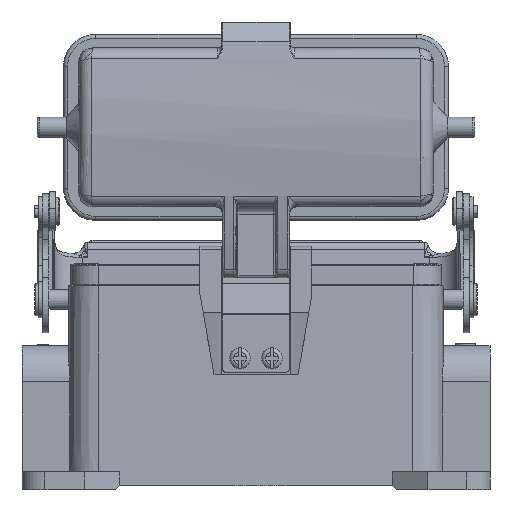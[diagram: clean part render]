
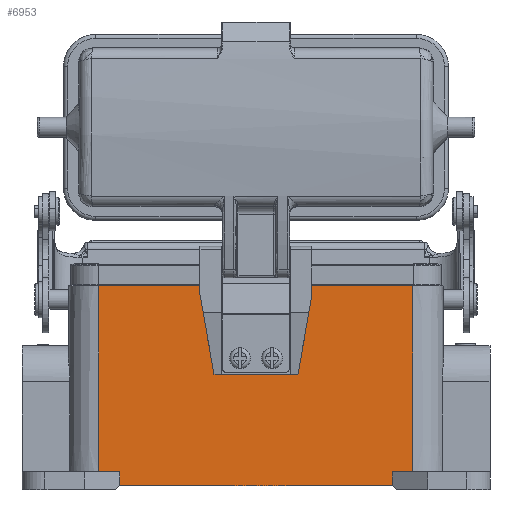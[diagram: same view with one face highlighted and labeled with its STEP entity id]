
A CAD part, front view. The second image highlights one B-rep face of the part: STEP entity #6953.
In plain terms, the highlighted planar face has unit normal (0, -1, 0.009).
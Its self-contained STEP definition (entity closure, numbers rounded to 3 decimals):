
#3972=FACE_BOUND('',#11747,.T.);
#3973=FACE_BOUND('',#11748,.T.);
#3974=FACE_BOUND('',#11749,.T.);
#3975=FACE_BOUND('',#11750,.T.);
#5048=CIRCLE('',#38514,1.5);
#5049=CIRCLE('',#38515,1.5);
#5050=CIRCLE('',#38516,1.5);
#6953=ADVANCED_FACE('',(#3972,#3973,#3974,#3975),#7823,.T.);
#7823=PLANE('',#38517);
#11747=EDGE_LOOP('',(#21763));
#11748=EDGE_LOOP('',(#21764));
#11749=EDGE_LOOP('',(#21765));
#11750=EDGE_LOOP('',(#21766,#21767,#21768,#21769,#21770,#21771,#21772,#21773,
#21774,#21775,#21776,#21777));
#21763=ORIENTED_EDGE('',*,*,#30687,.F.);
#21764=ORIENTED_EDGE('',*,*,#30688,.F.);
#21765=ORIENTED_EDGE('',*,*,#30689,.F.);
#21766=ORIENTED_EDGE('',*,*,#30684,.T.);
#21767=ORIENTED_EDGE('',*,*,#30668,.T.);
#21768=ORIENTED_EDGE('',*,*,#30486,.F.);
#21769=ORIENTED_EDGE('',*,*,#30478,.T.);
#21770=ORIENTED_EDGE('',*,*,#30471,.F.);
#21771=ORIENTED_EDGE('',*,*,#30690,.T.);
#21772=ORIENTED_EDGE('',*,*,#30433,.F.);
#21773=ORIENTED_EDGE('',*,*,#30421,.T.);
#21774=ORIENTED_EDGE('',*,*,#30412,.T.);
#21775=ORIENTED_EDGE('',*,*,#30396,.T.);
#21776=ORIENTED_EDGE('',*,*,#30395,.F.);
#21777=ORIENTED_EDGE('',*,*,#30686,.F.);
#25355=VERTEX_POINT('',#79293);
#25356=VERTEX_POINT('',#79295);
#25357=VERTEX_POINT('',#79299);
#25370=VERTEX_POINT('',#79342);
#25376=VERTEX_POINT('',#79365);
#25386=VERTEX_POINT('',#79400);
#25407=VERTEX_POINT('',#79469);
#25409=VERTEX_POINT('',#79473);
#25414=VERTEX_POINT('',#79489);
#25421=VERTEX_POINT('',#79505);
#25541=VERTEX_POINT('',#80002);
#25550=VERTEX_POINT('',#80034);
#25551=VERTEX_POINT('',#80040);
#25552=VERTEX_POINT('',#80042);
#25553=VERTEX_POINT('',#80044);
#30395=EDGE_CURVE('',#25356,#25355,#32994,.T.);
#30396=EDGE_CURVE('',#25357,#25355,#32995,.T.);
#30412=EDGE_CURVE('',#25370,#25357,#33007,.T.);
#30421=EDGE_CURVE('',#25376,#25370,#33012,.T.);
#30433=EDGE_CURVE('',#25376,#25386,#33019,.T.);
#30471=EDGE_CURVE('',#25409,#25407,#33048,.T.);
#30478=EDGE_CURVE('',#25414,#25407,#33051,.T.);
#30486=EDGE_CURVE('',#25414,#25421,#33058,.T.);
#30668=EDGE_CURVE('',#25541,#25421,#33192,.T.);
#30684=EDGE_CURVE('',#25550,#25541,#33205,.T.);
#30686=EDGE_CURVE('',#25550,#25356,#33207,.T.);
#30687=EDGE_CURVE('',#25551,#25551,#5048,.T.);
#30688=EDGE_CURVE('',#25552,#25552,#5049,.T.);
#30689=EDGE_CURVE('',#25553,#25553,#5050,.T.);
#30690=EDGE_CURVE('',#25409,#25386,#33208,.T.);
#32994=LINE('',#79296,#35405);
#32995=LINE('',#79298,#35406);
#33007=LINE('',#79341,#35418);
#33012=LINE('',#79364,#35423);
#33019=LINE('',#79399,#35430);
#33048=LINE('',#79474,#35459);
#33051=LINE('',#79488,#35462);
#33058=LINE('',#79504,#35469);
#33192=LINE('',#80001,#35603);
#33205=LINE('',#80033,#35616);
#33207=LINE('',#80037,#35618);
#33208=LINE('',#80045,#35619);
#35405=VECTOR('',#46097,1.);
#35406=VECTOR('',#46100,1.);
#35418=VECTOR('',#46124,1.);
#35423=VECTOR('',#46137,1.);
#35430=VECTOR('',#46156,1.);
#35459=VECTOR('',#46229,1.);
#35462=VECTOR('',#46246,1.);
#35469=VECTOR('',#46257,1.);
#35603=VECTOR('',#46541,1.);
#35616=VECTOR('',#46574,1.);
#35618=VECTOR('',#46578,1.);
#35619=VECTOR('',#46587,1.);
#38514=AXIS2_PLACEMENT_3D('',#80039,#46581,#46582);
#38515=AXIS2_PLACEMENT_3D('',#80041,#46583,#46584);
#38516=AXIS2_PLACEMENT_3D('',#80043,#46585,#46586);
#38517=AXIS2_PLACEMENT_3D('',#80046,#46588,#46589);
#46097=DIRECTION('',(1.,0.,0.));
#46100=DIRECTION('',(0.,-0.009,-1.));
#46124=DIRECTION('',(-1.,0.,0.));
#46137=DIRECTION('',(0.,0.009,1.));
#46156=DIRECTION('',(-1.,0.,0.));
#46229=DIRECTION('',(-1.,0.,0.));
#46246=DIRECTION('',(0.,-0.009,-1.));
#46257=DIRECTION('',(-1.,0.,0.));
#46541=DIRECTION('',(0.,-0.009,-1.));
#46574=DIRECTION('',(-1.,0.,0.));
#46578=DIRECTION('',(0.,-0.009,-1.));
#46581=DIRECTION('',(0.,-1.,0.009));
#46582=DIRECTION('',(1.,0.,0.));
#46583=DIRECTION('',(0.,-1.,0.009));
#46584=DIRECTION('',(1.,0.,0.));
#46585=DIRECTION('',(0.,-1.,0.009));
#46586=DIRECTION('',(1.,0.,0.));
#46587=DIRECTION('',(0.,0.009,1.));
#46588=DIRECTION('',(0.,-1.,0.009));
#46589=DIRECTION('',(-1.,0.,0.));
#79293=CARTESIAN_POINT('',(1.6,-21.526,21.5));
#79295=CARTESIAN_POINT('',(-1.6,-21.526,21.5));
#79296=CARTESIAN_POINT('',(-1.6,-21.526,21.5));
#79298=CARTESIAN_POINT('',(1.6,-21.5,24.5));
#79299=CARTESIAN_POINT('',(1.6,-21.5,24.5));
#79341=CARTESIAN_POINT('',(39.25,-21.5,24.5));
#79342=CARTESIAN_POINT('',(39.25,-21.5,24.5));
#79364=CARTESIAN_POINT('',(39.25,-21.906,-22.));
#79365=CARTESIAN_POINT('',(39.25,-21.906,-22.));
#79399=CARTESIAN_POINT('',(39.25,-21.906,-22.));
#79400=CARTESIAN_POINT('',(34.,-21.906,-22.));
#79469=CARTESIAN_POINT('',(-34.,-21.936,-25.5));
#79473=CARTESIAN_POINT('',(34.,-21.936,-25.5));
#79474=CARTESIAN_POINT('',(34.,-21.936,-25.5));
#79488=CARTESIAN_POINT('',(-34.,-21.906,-22.));
#79489=CARTESIAN_POINT('',(-34.,-21.906,-22.));
#79504=CARTESIAN_POINT('',(-34.,-21.906,-22.));
#79505=CARTESIAN_POINT('',(-39.25,-21.906,-22.));
#80001=CARTESIAN_POINT('',(-39.25,-21.5,24.5));
#80002=CARTESIAN_POINT('',(-39.25,-21.5,24.5));
#80033=CARTESIAN_POINT('',(-1.6,-21.5,24.5));
#80034=CARTESIAN_POINT('',(-1.6,-21.5,24.5));
#80037=CARTESIAN_POINT('',(-1.6,-21.5,24.5));
#80039=CARTESIAN_POINT('',(4.,-21.66,6.212));
#80040=CARTESIAN_POINT('',(5.5,-21.66,6.212));
#80041=CARTESIAN_POINT('',(0.,-21.542,19.712));
#80042=CARTESIAN_POINT('',(1.5,-21.542,19.712));
#80043=CARTESIAN_POINT('',(-4.,-21.66,6.212));
#80044=CARTESIAN_POINT('',(-2.5,-21.66,6.212));
#80045=CARTESIAN_POINT('',(34.,-21.936,-25.5));
#80046=CARTESIAN_POINT('',(-41.628,-21.5,24.5));
